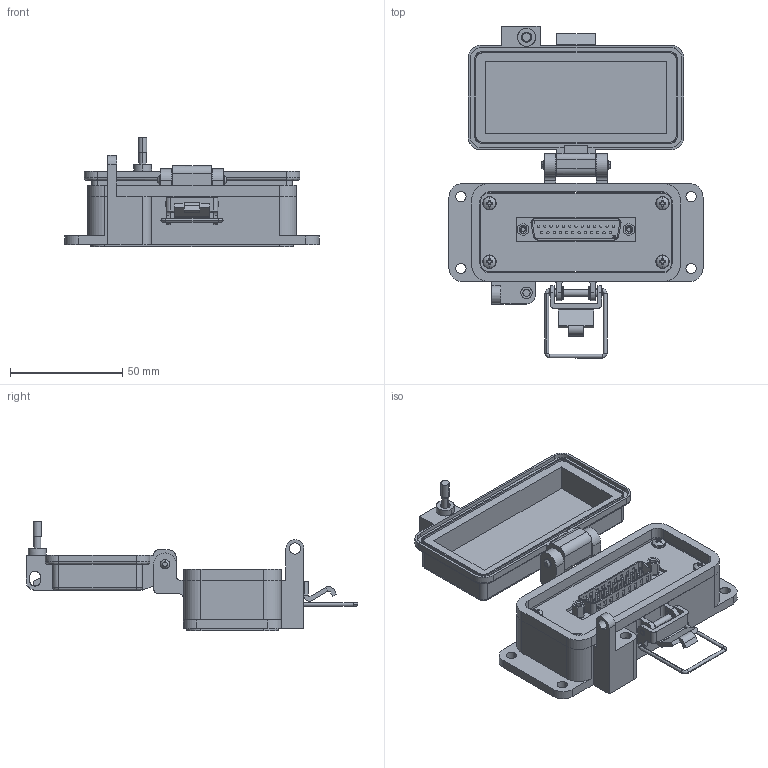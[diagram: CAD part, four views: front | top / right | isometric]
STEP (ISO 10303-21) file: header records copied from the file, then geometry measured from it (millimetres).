
FILE_DESCRIPTION (( 'STEP AP214' ), '1' );
FILE_NAME ('P-Q10-F3RX_3D.STEP', '2018-02-26T17:17:28', ( '' ), ( '' ), 'SwSTEP 2.0', 'SolidWorks 2017', '' );
FILE_SCHEMA (( 'AUTOMOTIVE_DESIGN' ));
Length unit declared in the file: millimetre
Products named in the file (14): SD25S_Without Mounting Flange and Solder Cups; DGB25F-MA1_SOCKET SAVER; 3AA05-002; SD25P_Without Mounting Flange and Solder Cups; Z-000-4243316TFP; P-Q10-F3RX_TP060; P-Q10-F3RX_BP240; P-Q10-F3RX_3D; 92005A124_METRIC PAN HEAD PHILLIPS MACHINE SCREW_92005A124; -F3; Z-H-F3_B; P-Q10-F3RX_FP060; Q10; Z-001-SPR3_16HX
Assembly tree (21 placements, depth 3):
  P-Q10-F3RX_3D
    P-Q10-F3RX_BP240
    P-Q10-F3RX_TP060
    Z-000-4243316TFP  x4
    Q10
      SD25P_Without Mounting Flange and Solder Cups
      3AA05-002  x2
      DGB25F-MA1_SOCKET SAVER
      SD25S_Without Mounting Flange and Solder Cups
      Z-001-SPR3_16HX  x2
    P-Q10-F3RX_FP060
    -F3
      Z-H-F3_B
    92005A124_METRIC PAN HEAD PHILLIPS MACHINE SCREW_92005A124  x4
Bounding box: 113 x 147.61 x 48.92 mm (x, y, z)
Volume: 91860.1 mm3; surface area: 72904.7 mm2
Topology: 28 solids, 28 shells, 2556 faces, 6921 edges, 4524 vertices
Faces by surface type: cylinder 1141, plane 915, bspline 332, cone 144, torus 16, sphere 8
Entity records: 75765 total; most frequent: CARTESIAN_POINT 30237, ORIENTED_EDGE 9144, DIRECTION 7655, EDGE_CURVE 4572, VERTEX_POINT 3016, LINE 2627, VECTOR 2627, AXIS2_PLACEMENT_3D 2514
